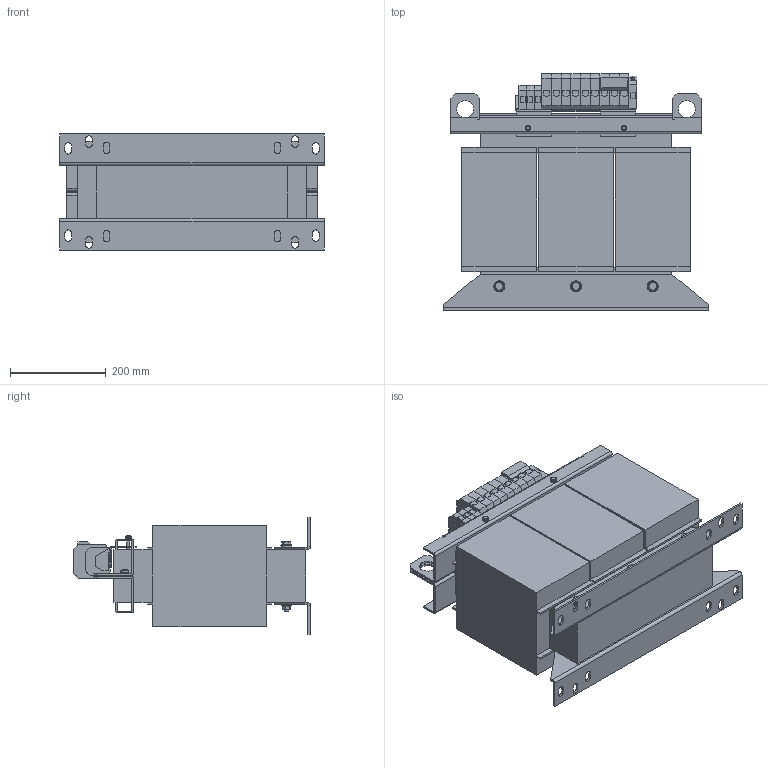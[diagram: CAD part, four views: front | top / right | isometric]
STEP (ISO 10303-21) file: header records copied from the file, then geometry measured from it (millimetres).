
FILE_DESCRIPTION (( 'STEP AP214' ), '1' );
FILE_NAME ('209152.STEP', '2020-05-28T18:11:50', ( '' ), ( '' ), 'SwSTEP 2.0', 'SolidWorks 2018', '' );
FILE_SCHEMA (( 'AUTOMOTIVE_DESIGN' ));
Length unit declared in the file: millimetre
Products named in the file (1): 209152
Bounding box: 552 x 493.7 x 242 mm (x, y, z)
Volume: 32895461.1 mm3; surface area: 1464005.3 mm2
Topology: 1 solids, 1 shells, 1082 faces, 2671 edges, 1678 vertices
Faces by surface type: plane 777, cylinder 193, cone 56, torus 30, bspline 18, sphere 8
Entity records: 32593 total; most frequent: CARTESIAN_POINT 6817, ORIENTED_EDGE 5342, DIRECTION 5183, EDGE_CURVE 2671, VECTOR 1977, LINE 1977, VERTEX_POINT 1678, AXIS2_PLACEMENT_3D 1603
